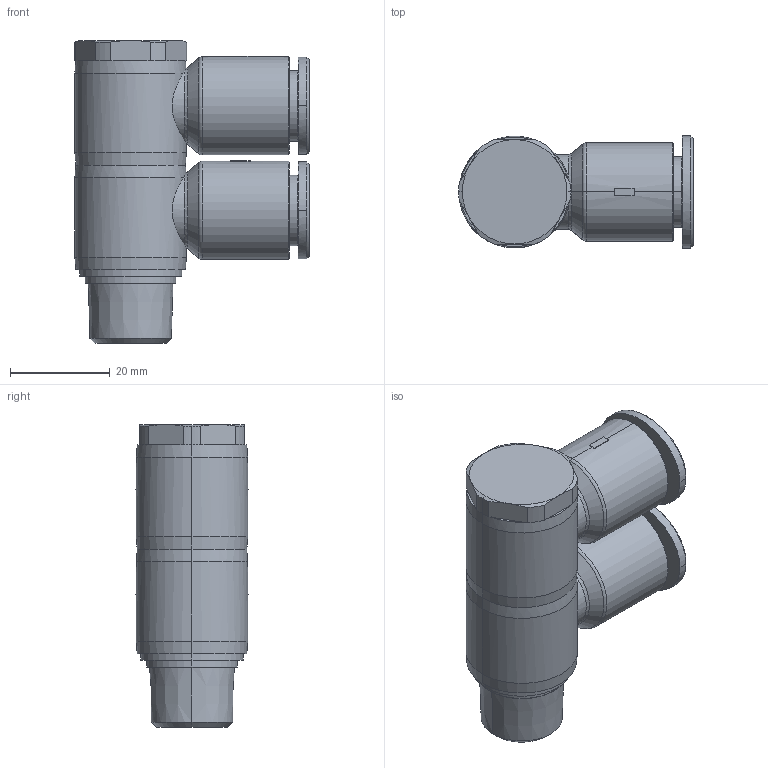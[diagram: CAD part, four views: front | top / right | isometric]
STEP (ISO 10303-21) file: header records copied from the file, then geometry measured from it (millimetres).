
FILE_DESCRIPTION((''),'2;1');
FILE_NAME('GPH_1203(2)(3D).stp','2012-12-20T16:22:51',(''),(''),'Mechanical Desktop.R8.0.24.0','Mechanical Desktop.R8.0.24.0',', , ');
FILE_SCHEMA(('CONFIG_CONTROL_DESIGN'));
Length unit declared in the file: millimetre
Products named in the file (2): GPH_1203(2)(3D); 睡ヶ1
Assembly tree (1 placements, depth 2):
  GPH_1203(2)(3D)
    睡ヶ1
Bounding box: 47.15 x 22.5 x 60.8 mm (x, y, z)
Volume: 25387.6 mm3; surface area: 12464 mm2
Topology: 1 solids, 1 shells, 807 faces, 2266 edges, 1489 vertices
Faces by surface type: plane 705, cone 42, cylinder 36, bspline 20, torus 4
Entity records: 26773 total; most frequent: CARTESIAN_POINT 5926, ORIENTED_EDGE 4528, DIRECTION 3930, EDGE_CURVE 2264, VECTOR 2060, LINE 2060, VERTEX_POINT 1489, AXIS2_PLACEMENT_3D 935
